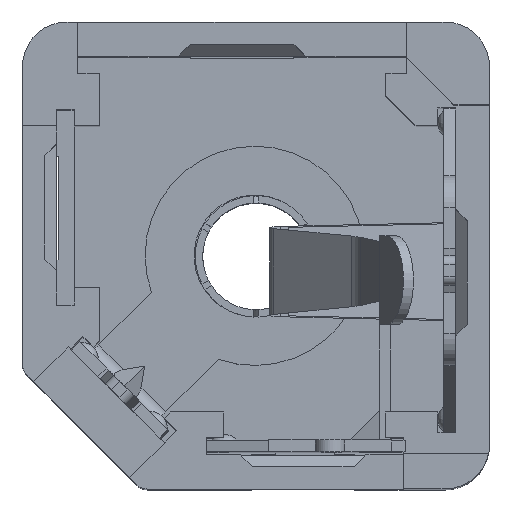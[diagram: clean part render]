
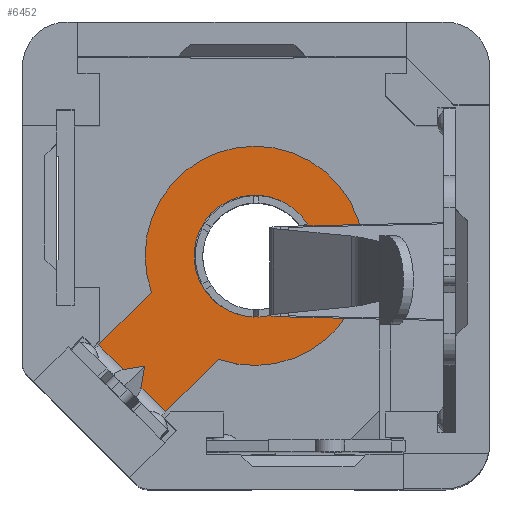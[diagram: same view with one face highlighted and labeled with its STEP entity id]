
A CAD part, top view. The second image highlights one B-rep face of the part: STEP entity #6452.
In plain terms, the highlighted planar face has unit normal (0, 0, 1).
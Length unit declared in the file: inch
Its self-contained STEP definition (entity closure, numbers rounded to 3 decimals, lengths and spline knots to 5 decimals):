
#116=CIRCLE('',#6760,0.14567);
#117=CIRCLE('',#6761,0.08071);
#673=LINE('',#10299,#1452);
#674=LINE('',#10304,#1453);
#675=LINE('',#10307,#1454);
#676=LINE('',#10309,#1455);
#677=LINE('',#10313,#1456);
#678=LINE('',#10314,#1457);
#1452=VECTOR('',#7741,0.02845);
#1453=VECTOR('',#7748,0.02845);
#1454=VECTOR('',#7751,0.04657);
#1455=VECTOR('',#7752,0.09897);
#1456=VECTOR('',#7755,0.09897);
#1457=VECTOR('',#7756,0.04657);
#1770=FACE_BOUND('',#2175,.T.);
#1921=FACE_OUTER_BOUND('',#2174,.T.);
#2174=EDGE_LOOP('',(#5268,#5269,#5270,#5271,#5272,#5273,#5274));
#2175=EDGE_LOOP('',(#5275));
#2983=VERTEX_POINT('',#10296);
#2984=VERTEX_POINT('',#10298);
#2985=VERTEX_POINT('',#10302);
#2986=VERTEX_POINT('',#10306);
#2987=VERTEX_POINT('',#10308);
#2988=VERTEX_POINT('',#10310);
#2989=VERTEX_POINT('',#10312);
#2990=VERTEX_POINT('',#10315);
#3917=EDGE_CURVE('',#2984,#2983,#673,.T.);
#3920=EDGE_CURVE('',#2983,#2985,#674,.T.);
#3921=EDGE_CURVE('',#2986,#2985,#675,.T.);
#3922=EDGE_CURVE('',#2987,#2986,#676,.T.);
#3923=EDGE_CURVE('',#2988,#2987,#116,.T.);
#3924=EDGE_CURVE('',#2989,#2988,#677,.T.);
#3925=EDGE_CURVE('',#2984,#2989,#678,.T.);
#3926=EDGE_CURVE('',#2990,#2990,#117,.T.);
#5268=ORIENTED_EDGE('',*,*,#3917,.T.);
#5269=ORIENTED_EDGE('',*,*,#3920,.T.);
#5270=ORIENTED_EDGE('',*,*,#3921,.F.);
#5271=ORIENTED_EDGE('',*,*,#3922,.F.);
#5272=ORIENTED_EDGE('',*,*,#3923,.F.);
#5273=ORIENTED_EDGE('',*,*,#3924,.F.);
#5274=ORIENTED_EDGE('',*,*,#3925,.F.);
#5275=ORIENTED_EDGE('',*,*,#3926,.T.);
#6025=PLANE('',#6759);
#6452=ADVANCED_FACE('',(#1921,#1770),#6025,.T.);
#6759=AXIS2_PLACEMENT_3D('',#10305,#7749,#7750);
#6760=AXIS2_PLACEMENT_3D('',#10311,#7753,#7754);
#6761=AXIS2_PLACEMENT_3D('',#10316,#7757,#7758);
#7741=DIRECTION('',(0.986,0.169,0.));
#7748=DIRECTION('',(-0.169,-0.986,0.));
#7749=DIRECTION('center_axis',(0.,0.,
1.));
#7750=DIRECTION('ref_axis',(-0.707,-0.707,0.));
#7751=DIRECTION('',(-0.707,0.707,0.));
#7752=DIRECTION('',(-0.707,-0.707,0.));
#7753=DIRECTION('center_axis',(0.,0.,
-1.));
#7754=DIRECTION('ref_axis',(-0.707,-0.707,0.));
#7755=DIRECTION('',(0.707,0.707,0.));
#7756=DIRECTION('',(-0.707,0.707,0.));
#7757=DIRECTION('center_axis',(0.,0.,
-1.));
#7758=DIRECTION('ref_axis',(-0.707,-0.707,0.));
#10296=CARTESIAN_POINT('',(0.1622,-0.03418,0.09843));
#10298=CARTESIAN_POINT('',(0.13416,-0.039,0.09843));
#10299=CARTESIAN_POINT('',(0.13416,-0.039,0.09843));
#10302=CARTESIAN_POINT('',(0.15739,-0.06222,0.09843));
#10304=CARTESIAN_POINT('',(0.1622,-0.03418,0.09843));
#10305=CARTESIAN_POINT('Origin',(0.1917,-0.00469,
0.09843));
#10306=CARTESIAN_POINT('',(0.19032,-0.09515,0.09843));
#10307=CARTESIAN_POINT('',(0.19032,-0.09515,0.09843));
#10308=CARTESIAN_POINT('',(0.2603,-0.02517,0.09843));
#10309=CARTESIAN_POINT('',(0.2603,-0.02517,0.09843));
#10310=CARTESIAN_POINT('',(0.17122,0.06392,0.09843));
#10311=CARTESIAN_POINT('Origin',(0.30863,0.11225,0.09843));
#10312=CARTESIAN_POINT('',(0.10123,-0.00607,0.09843));
#10313=CARTESIAN_POINT('',(0.10123,-0.00607,0.09843));
#10314=CARTESIAN_POINT('',(0.13416,-0.039,0.09843));
#10315=CARTESIAN_POINT('',(0.3657,0.16932,0.09843));
#10316=CARTESIAN_POINT('Origin',(0.30863,0.11225,0.09843));
